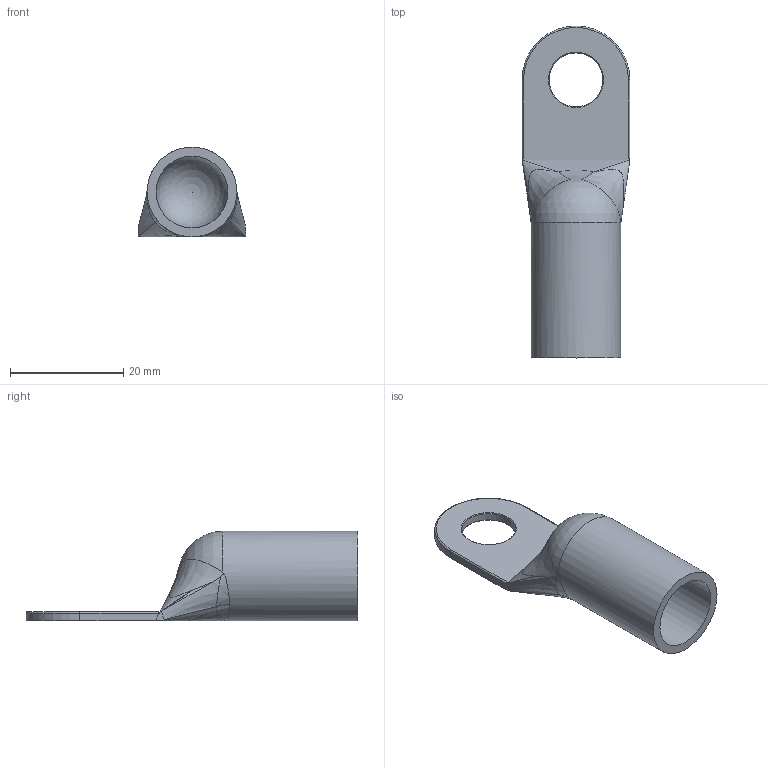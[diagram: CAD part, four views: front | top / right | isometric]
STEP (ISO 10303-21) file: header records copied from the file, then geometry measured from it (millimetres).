
FILE_DESCRIPTION(/* description */ (''),/* implementation_level */ '2;1');
FILE_NAME(/* name */ 'Part14.stp',/* time_stamp */ '2013-07-25T14:17:15-04:00',/* author */ ('Saville'),/* organization */ (''),/* preprocessor_version */ 'ST-DEVELOPER v15.2',/* originating_system */ 'Autodesk Inventor 2014',/* authorisation */ '');
FILE_SCHEMA (('AUTOMOTIVE_DESIGN { 1 0 10303 214 3 1 1 }'));
Length unit declared in the file: inch
Products named in the file (1): Part14
Bounding box: 19.05 x 58.74 x 15.88 mm (x, y, z)
Volume: 3642.5 mm3; surface area: 3851.7 mm2
Topology: 1 solids, 1 shells, 34 faces, 91 edges, 57 vertices
Faces by surface type: bspline 17, cylinder 6, plane 6, cone 2, sphere 2, torus 1
Full cylindrical faces by diameter (mm): 9.525 x1, 12.7 x1, 15.875 x1
Entity records: 1594 total; most frequent: CARTESIAN_POINT 892, ORIENTED_EDGE 160, DIRECTION 91, EDGE_CURVE 80, VERTEX_POINT 54, B_SPLINE_CURVE_WITH_KNOTS 44, EDGE_LOOP 42, AXIS2_PLACEMENT_3D 37
